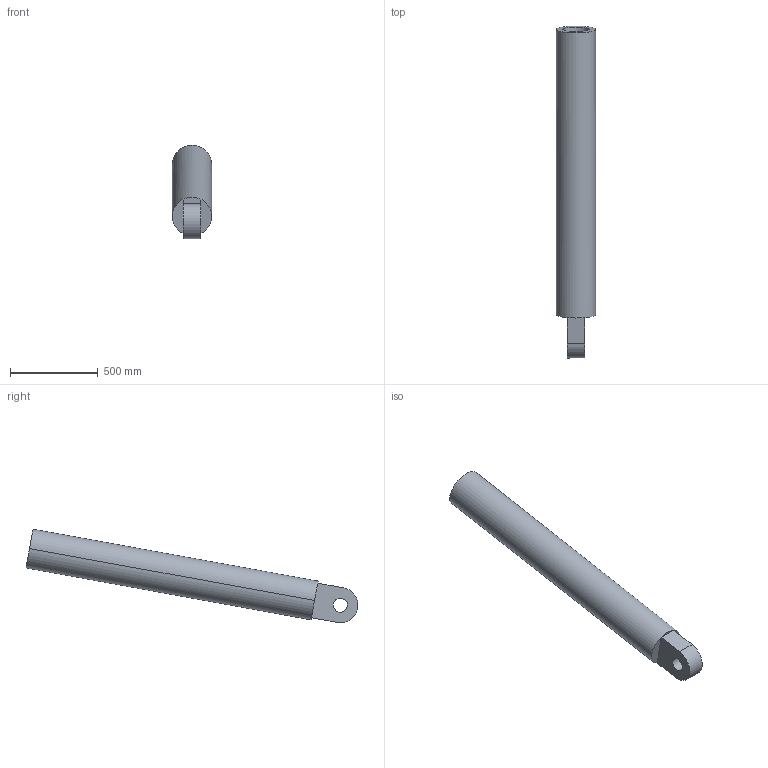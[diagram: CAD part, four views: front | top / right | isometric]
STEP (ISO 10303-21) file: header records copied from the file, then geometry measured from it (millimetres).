
FILE_DESCRIPTION (( 'STEP AP203' ), '1' );
FILE_NAME ('BoomLeftCyl_Primary.STEP', '2022-03-09T01:02:03', ( '' ), ( '' ), 'SwSTEP 2.0', 'SolidWorks 2020', '' );
FILE_SCHEMA (( 'CONFIG_CONTROL_DESIGN' ));
Length unit declared in the file: millimetre
Products named in the file (2): BoomLeftCyl; BoomLeftCyl_Primary
Assembly tree (1 placements, depth 2):
  BoomLeftCyl_Primary
    BoomLeftCyl
Bounding box: 223.61 x 1890.94 x 532.16 mm (x, y, z)
Volume: 41030942.6 mm3; surface area: 2127747 mm2
Topology: 1 solids, 1 shells, 17 faces, 34 edges, 20 vertices
Faces by surface type: plane 10, cylinder 7
Entity records: 642 total; most frequent: DIRECTION 94, CARTESIAN_POINT 75, ORIENTED_EDGE 68, AXIS2_PLACEMENT_3D 39, EDGE_CURVE 34, VERTEX_POINT 20, EDGE_LOOP 20, CIRCLE 18
